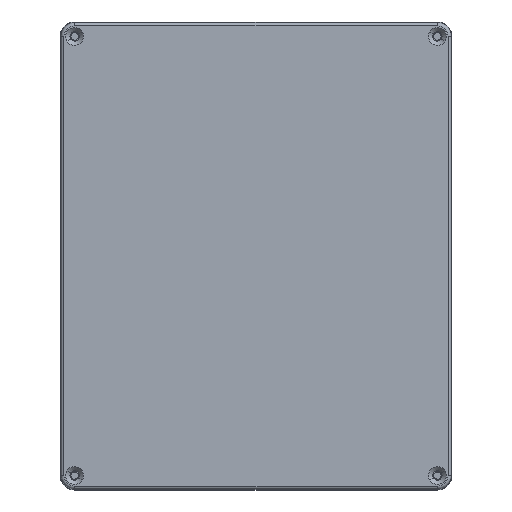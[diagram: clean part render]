
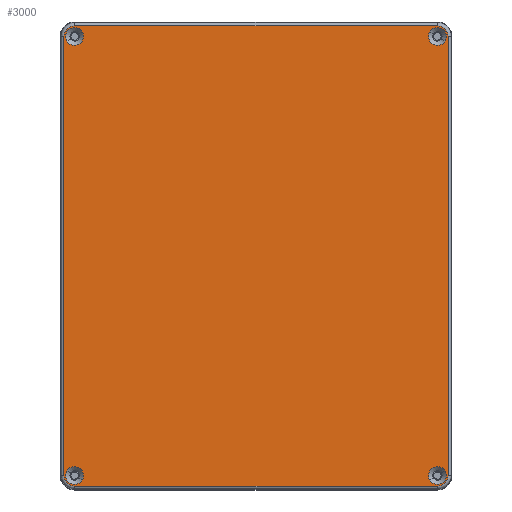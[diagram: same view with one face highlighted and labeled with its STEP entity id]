
A CAD part, top view. The second image highlights one B-rep face of the part: STEP entity #3000.
In plain terms, the highlighted planar face has unit normal (0, 0, 1).
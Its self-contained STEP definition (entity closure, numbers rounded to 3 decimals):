
#30=CARTESIAN_POINT('',(-119.1,144.101,121.35));
#31=DIRECTION('',(0.,0.,-1.));
#32=DIRECTION('',(-0.878,-0.479,0.));
#33=AXIS2_PLACEMENT_3D('',#30,#31,#32);
#44=CARTESIAN_POINT('',(-119.1,144.101,121.35));
#45=DIRECTION('',(0.,0.,-1.));
#46=DIRECTION('',(0.878,0.479,0.));
#47=AXIS2_PLACEMENT_3D('',#44,#45,#46);
#58=CARTESIAN_POINT('',(119.101,-144.101,121.35));
#59=DIRECTION('',(0.,0.,1.));
#60=DIRECTION('',(0.,-1.,0.));
#61=AXIS2_PLACEMENT_3D('',#58,#59,#60);
#63=CARTESIAN_POINT('',(-119.101,-144.101,121.35));
#64=DIRECTION('',(0.,0.,1.));
#65=DIRECTION('',(-1.,0.,0.));
#66=AXIS2_PLACEMENT_3D('',#63,#64,#65);
#68=CARTESIAN_POINT('',(-119.101,144.101,121.35));
#69=DIRECTION('',(0.,0.,1.));
#70=DIRECTION('',(0.,1.,0.));
#71=AXIS2_PLACEMENT_3D('',#68,#69,#70);
#73=CARTESIAN_POINT('',(119.101,144.101,121.35));
#74=DIRECTION('',(0.,0.,1.));
#75=DIRECTION('',(1.,0.,0.));
#76=AXIS2_PLACEMENT_3D('',#73,#74,#75);
#82=DIRECTION('',(0.,-1.,0.));
#83=VECTOR('',#82,288.203);
#84=CARTESIAN_POINT('',(126.049,144.101,121.35));
#85=LINE('',#84,#83);
#105=DIRECTION('',(1.,0.,0.));
#106=VECTOR('',#105,238.203);
#107=CARTESIAN_POINT('',(-119.101,151.049,121.35));
#108=LINE('',#107,#106);
#128=DIRECTION('',(0.,1.,0.));
#129=VECTOR('',#128,288.203);
#130=CARTESIAN_POINT('',(-126.049,-144.101,121.35));
#131=LINE('',#130,#129);
#151=DIRECTION('',(-1.,0.,0.));
#152=VECTOR('',#151,238.203);
#153=CARTESIAN_POINT('',(119.101,-151.049,121.35));
#154=LINE('',#153,#152);
#647=CARTESIAN_POINT('',(119.1,-144.101,121.35));
#648=DIRECTION('',(0.,0.,-1.));
#649=DIRECTION('',(0.878,0.479,0.));
#650=AXIS2_PLACEMENT_3D('',#647,#648,#649);
#661=CARTESIAN_POINT('',(119.1,-144.101,121.35));
#662=DIRECTION('',(0.,0.,-1.));
#663=DIRECTION('',(-0.878,-0.479,0.));
#664=AXIS2_PLACEMENT_3D('',#661,#662,#663);
#717=CARTESIAN_POINT('',(119.1,144.101,121.35));
#718=DIRECTION('',(0.,0.,-1.));
#719=DIRECTION('',(-0.878,0.479,0.));
#720=AXIS2_PLACEMENT_3D('',#717,#718,#719);
#726=CARTESIAN_POINT('',(119.1,144.101,121.35));
#727=DIRECTION('',(0.,0.,-1.));
#728=DIRECTION('',(0.878,-0.479,0.));
#729=AXIS2_PLACEMENT_3D('',#726,#727,#728);
#2259=CARTESIAN_POINT('',(-119.1,-144.101,121.35));
#2260=DIRECTION('',(0.,0.,-1.));
#2261=DIRECTION('',(0.878,-0.479,0.));
#2262=AXIS2_PLACEMENT_3D('',#2259,#2260,#2261);
#2268=CARTESIAN_POINT('',(-119.1,-144.101,121.35));
#2269=DIRECTION('',(0.,0.,-1.));
#2270=DIRECTION('',(-0.878,0.479,0.));
#2271=AXIS2_PLACEMENT_3D('',#2268,#2269,#2270);
#2313=CARTESIAN_POINT('',(-126.049,-144.101,
121.35));
#2314=VERTEX_POINT('',#2313);
#2315=CARTESIAN_POINT('',(-126.049,144.101,121.35));
#2316=VERTEX_POINT('',#2315);
#2317=CARTESIAN_POINT('',(-119.101,151.049,121.35));
#2318=VERTEX_POINT('',#2317);
#2319=CARTESIAN_POINT('',(119.101,151.049,121.35));
#2320=VERTEX_POINT('',#2319);
#2321=CARTESIAN_POINT('',(126.049,144.101,121.35));
#2322=VERTEX_POINT('',#2321);
#2323=CARTESIAN_POINT('',(126.049,-144.101,121.35));
#2324=VERTEX_POINT('',#2323);
#2325=CARTESIAN_POINT('',(119.101,-151.049,121.35));
#2326=VERTEX_POINT('',#2325);
#2327=CARTESIAN_POINT('',(-119.101,-151.049,
121.35));
#2328=VERTEX_POINT('',#2327);
#2341=CARTESIAN_POINT('',(113.967,-146.905,121.35));
#2342=CARTESIAN_POINT('',(124.233,-141.297,121.35));
#2343=VERTEX_POINT('',#2341);
#2344=VERTEX_POINT('',#2342);
#2345=CARTESIAN_POINT('',(113.967,146.905,121.35));
#2346=CARTESIAN_POINT('',(124.233,141.297,121.35));
#2347=VERTEX_POINT('',#2345);
#2348=VERTEX_POINT('',#2346);
#2349=CARTESIAN_POINT('',(-113.967,-146.905,
121.35));
#2350=CARTESIAN_POINT('',(-124.233,-141.297,
121.35));
#2351=VERTEX_POINT('',#2349);
#2352=VERTEX_POINT('',#2350);
#2353=CARTESIAN_POINT('',(-124.233,141.297,121.35));
#2354=CARTESIAN_POINT('',(-113.967,146.905,121.35));
#2355=VERTEX_POINT('',#2353);
#2356=VERTEX_POINT('',#2354);
#2955=CARTESIAN_POINT('',(0.,0.,
121.35));
#2956=DIRECTION('',(0.,0.,-1.));
#2957=DIRECTION('',(0.,-1.,0.));
#2958=AXIS2_PLACEMENT_3D('',#2955,#2956,#2957);
#2959=PLANE('',#2958);
#2961=ORIENTED_EDGE('',*,*,#2960,.T.);
#2963=ORIENTED_EDGE('',*,*,#2962,.F.);
#2965=ORIENTED_EDGE('',*,*,#2964,.T.);
#2967=ORIENTED_EDGE('',*,*,#2966,.F.);
#2969=ORIENTED_EDGE('',*,*,#2968,.T.);
#2971=ORIENTED_EDGE('',*,*,#2970,.F.);
#2973=ORIENTED_EDGE('',*,*,#2972,.T.);
#2975=ORIENTED_EDGE('',*,*,#2974,.F.);
#2976=EDGE_LOOP('',(#2961,#2963,#2965,#2967,#2969,#2971,#2973,#2975));
#2977=FACE_OUTER_BOUND('',#2976,.F.);
#2979=ORIENTED_EDGE('',*,*,#2978,.F.);
#2981=ORIENTED_EDGE('',*,*,#2980,.F.);
#2982=EDGE_LOOP('',(#2979,#2981));
#2983=FACE_BOUND('',#2982,.F.);
#2985=ORIENTED_EDGE('',*,*,#2984,.F.);
#2987=ORIENTED_EDGE('',*,*,#2986,.F.);
#2988=EDGE_LOOP('',(#2985,#2987));
#2989=FACE_BOUND('',#2988,.F.);
#2991=ORIENTED_EDGE('',*,*,#2990,.F.);
#2993=ORIENTED_EDGE('',*,*,#2992,.F.);
#2994=EDGE_LOOP('',(#2991,#2993));
#2995=FACE_BOUND('',#2994,.F.);
#2996=ORIENTED_EDGE('',*,*,#2934,.F.);
#2997=ORIENTED_EDGE('',*,*,#2948,.F.);
#2998=EDGE_LOOP('',(#2996,#2997));
#2999=FACE_BOUND('',#2998,.F.);
#3000=ADVANCED_FACE('',(#2977,#2983,#2989,#2995,#2999),#2959,.F.);
#34=CIRCLE('',#33,5.849);
#48=CIRCLE('',#47,5.849);
#62=CIRCLE('',#61,6.948);
#67=CIRCLE('',#66,6.948);
#72=CIRCLE('',#71,6.948);
#77=CIRCLE('',#76,6.948);
#651=CIRCLE('',#650,5.849);
#665=CIRCLE('',#664,5.849);
#721=CIRCLE('',#720,5.849);
#730=CIRCLE('',#729,5.849);
#2263=CIRCLE('',#2262,5.849);
#2272=CIRCLE('',#2271,5.849);
#2934=EDGE_CURVE('',#2355,#2356,#34,.T.);
#2948=EDGE_CURVE('',#2356,#2355,#48,.T.);
#2960=EDGE_CURVE('',#2322,#2324,#85,.T.);
#2962=EDGE_CURVE('',#2326,#2324,#62,.T.);
#2964=EDGE_CURVE('',#2326,#2328,#154,.T.);
#2966=EDGE_CURVE('',#2314,#2328,#67,.T.);
#2968=EDGE_CURVE('',#2314,#2316,#131,.T.);
#2970=EDGE_CURVE('',#2318,#2316,#72,.T.);
#2972=EDGE_CURVE('',#2318,#2320,#108,.T.);
#2974=EDGE_CURVE('',#2322,#2320,#77,.T.);
#2978=EDGE_CURVE('',#2351,#2352,#2263,.T.);
#2980=EDGE_CURVE('',#2352,#2351,#2272,.T.);
#2984=EDGE_CURVE('',#2343,#2344,#665,.T.);
#2986=EDGE_CURVE('',#2344,#2343,#651,.T.);
#2990=EDGE_CURVE('',#2347,#2348,#721,.T.);
#2992=EDGE_CURVE('',#2348,#2347,#730,.T.);
